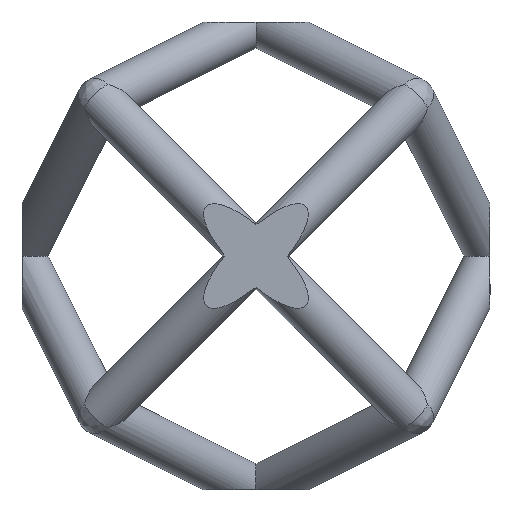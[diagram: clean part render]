
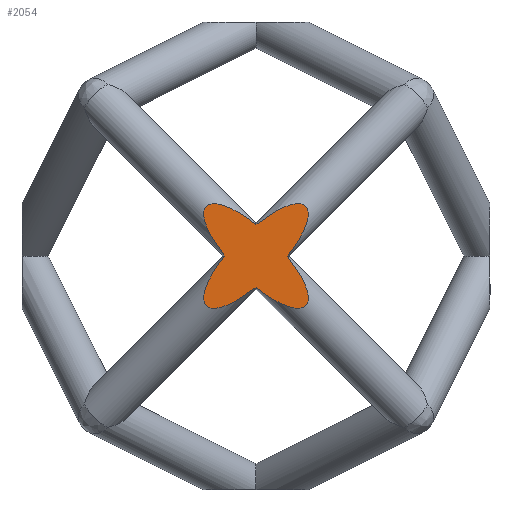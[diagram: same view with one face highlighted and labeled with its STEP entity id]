
A CAD part, front view. The second image highlights one B-rep face of the part: STEP entity #2054.
In plain terms, the highlighted planar face has unit normal (0, -1, 0).
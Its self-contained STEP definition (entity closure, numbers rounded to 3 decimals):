
#2 = CARTESIAN_POINT ( 'NONE',  ( -0.671, -5., 0. ) ) ;
#53 = FACE_OUTER_BOUND ( 'NONE', #73, .T. ) ;
#73 = EDGE_LOOP ( 'NONE', ( #753, #1644, #1610, #1975 ) ) ;
#104 = CARTESIAN_POINT ( 'NONE',  ( 1.299, -5., 1.71 ) ) ;
#127 = CARTESIAN_POINT ( 'NONE',  ( -1.299, -5., 1.71 ) ) ;
#152 = VERTEX_POINT ( 'NONE', #1917 ) ;
#162 = CARTESIAN_POINT ( 'NONE',  ( 0., -5., -0.671 ) ) ;
#262 = CARTESIAN_POINT ( 'NONE',  ( 1.299, -5., -1.71 ) ) ;
#287 = DIRECTION ( 'NONE',  ( 0., 0., -1. ) ) ;
#625 = EDGE_CURVE ( 'NONE', #1910, #661, #2094, .T. ) ;
#661 = VERTEX_POINT ( 'NONE', #2 ) ;
#753 = ORIENTED_EDGE ( 'NONE', *, *, #2259, .F. ) ;
#851 = CARTESIAN_POINT ( 'NONE',  ( 0.671, -5., 0. ) ) ;
#929 = CARTESIAN_POINT ( 'NONE',  ( 0., -5., -0.671 ) ) ;
#969 =( BOUNDED_CURVE ( )  B_SPLINE_CURVE ( 3, ( #1409, #104, #1998, #2141 ),
 .UNSPECIFIED., .F., .T. ) 
 B_SPLINE_CURVE_WITH_KNOTS ( ( 4, 4 ),
 ( 1.893, 4.391 ),
 .UNSPECIFIED. ) 
 CURVE ( )  GEOMETRIC_REPRESENTATION_ITEM ( )  RATIONAL_B_SPLINE_CURVE ( ( 1., 0.544, 0.544, 1. ) ) 
 REPRESENTATION_ITEM ( '' )  );
#1111 = EDGE_CURVE ( 'NONE', #1549, #1910, #2365, .T. ) ;
#1359 = DIRECTION ( 'NONE',  ( 0., -1., 0. ) ) ;
#1386 = CARTESIAN_POINT ( 'NONE',  ( 1.71, -5., -1.299 ) ) ;
#1409 = CARTESIAN_POINT ( 'NONE',  ( 0., -5., 0.671 ) ) ;
#1466 = CARTESIAN_POINT ( 'NONE',  ( -0.671, -5., 0. ) ) ;
#1516 =( BOUNDED_CURVE ( )  B_SPLINE_CURVE ( 3, ( #1602, #1972, #127, #1589 ),
 .UNSPECIFIED., .F., .F. ) 
 B_SPLINE_CURVE_WITH_KNOTS ( ( 4, 4 ),
 ( 1.893, 4.391 ),
 .UNSPECIFIED. ) 
 CURVE ( )  GEOMETRIC_REPRESENTATION_ITEM ( )  RATIONAL_B_SPLINE_CURVE ( ( 1., 0.544, 0.544, 1. ) ) 
 REPRESENTATION_ITEM ( '' )  );
#1541 = PLANE ( 'NONE',  #1866 ) ;
#1549 = VERTEX_POINT ( 'NONE', #2333 ) ;
#1573 = EDGE_CURVE ( 'NONE', #661, #152, #1516, .T. ) ;
#1579 = CARTESIAN_POINT ( 'NONE',  ( -5., -5., -5.471 ) ) ;
#1589 = CARTESIAN_POINT ( 'NONE',  ( 0., -5., 0.671 ) ) ;
#1602 = CARTESIAN_POINT ( 'NONE',  ( -0.671, -5., 0. ) ) ;
#1610 = ORIENTED_EDGE ( 'NONE', *, *, #625, .F. ) ;
#1644 = ORIENTED_EDGE ( 'NONE', *, *, #1573, .F. ) ;
#1866 = AXIS2_PLACEMENT_3D ( 'NONE', #1579, #1359, #287 ) ;
#1910 = VERTEX_POINT ( 'NONE', #162 ) ;
#1917 = CARTESIAN_POINT ( 'NONE',  ( 0., -5., 0.671 ) ) ;
#1972 = CARTESIAN_POINT ( 'NONE',  ( -1.71, -5., 1.299 ) ) ;
#1975 = ORIENTED_EDGE ( 'NONE', *, *, #1111, .F. ) ;
#1989 = CARTESIAN_POINT ( 'NONE',  ( -1.71, -5., -1.299 ) ) ;
#1998 = CARTESIAN_POINT ( 'NONE',  ( 1.71, -5., 1.299 ) ) ;
#2054 = ADVANCED_FACE ( 'NONE', ( #53 ), #1541, .T. ) ;
#2092 = CARTESIAN_POINT ( 'NONE',  ( 0., -5., -0.671 ) ) ;
#2094 =( BOUNDED_CURVE ( )  B_SPLINE_CURVE ( 3, ( #929, #2381, #1989, #1466 ),
 .UNSPECIFIED., .F., .T. ) 
 B_SPLINE_CURVE_WITH_KNOTS ( ( 4, 4 ),
 ( 5.034, 7.532 ),
 .UNSPECIFIED. ) 
 CURVE ( )  GEOMETRIC_REPRESENTATION_ITEM ( )  RATIONAL_B_SPLINE_CURVE ( ( 1., 0.544, 0.544, 1. ) ) 
 REPRESENTATION_ITEM ( '' )  );
#2141 = CARTESIAN_POINT ( 'NONE',  ( 0.671, -5., 0. ) ) ;
#2259 = EDGE_CURVE ( 'NONE', #152, #1549, #969, .T. ) ;
#2333 = CARTESIAN_POINT ( 'NONE',  ( 0.671, -5., 0. ) ) ;
#2365 =( BOUNDED_CURVE ( )  B_SPLINE_CURVE ( 3, ( #851, #1386, #262, #2092 ),
 .UNSPECIFIED., .F., .T. ) 
 B_SPLINE_CURVE_WITH_KNOTS ( ( 4, 4 ),
 ( 1.893, 4.391 ),
 .UNSPECIFIED. ) 
 CURVE ( )  GEOMETRIC_REPRESENTATION_ITEM ( )  RATIONAL_B_SPLINE_CURVE ( ( 1., 0.544, 0.544, 1. ) ) 
 REPRESENTATION_ITEM ( '' )  );
#2381 = CARTESIAN_POINT ( 'NONE',  ( -1.299, -5., -1.71 ) ) ;
